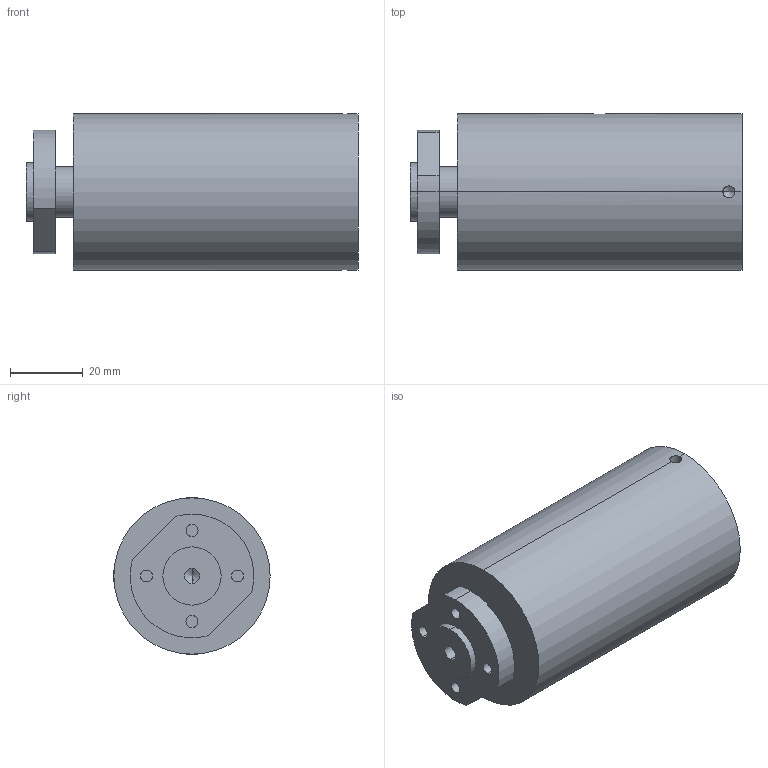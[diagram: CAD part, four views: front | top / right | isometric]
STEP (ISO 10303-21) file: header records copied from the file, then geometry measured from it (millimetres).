
FILE_DESCRIPTION (( 'STEP AP203' ), '1' );
FILE_NAME ('RQHS100-01.STEP', '2020-07-28T06:04:16', ( '微软用户' ), ( '微软中国' ), 'SwSTEP 2.0', 'SolidWorks 2014', '' );
FILE_SCHEMA (( 'CONFIG_CONTROL_DESIGN' ));
Length unit declared in the file: millimetre
Products named in the file (1): RQHS100-01
Bounding box: 91.3 x 43 x 43 mm (x, y, z)
Volume: 119354.6 mm3; surface area: 16481.5 mm2
Topology: 1 solids, 1 shells, 40 faces, 99 edges, 58 vertices
Faces by surface type: cylinder 25, cone 8, plane 7
Entity records: 1374 total; most frequent: CARTESIAN_POINT 348, DIRECTION 211, ORIENTED_EDGE 182, EDGE_CURVE 91, AXIS2_PLACEMENT_3D 85, VERTEX_POINT 58, EDGE_LOOP 53, CIRCLE 44
